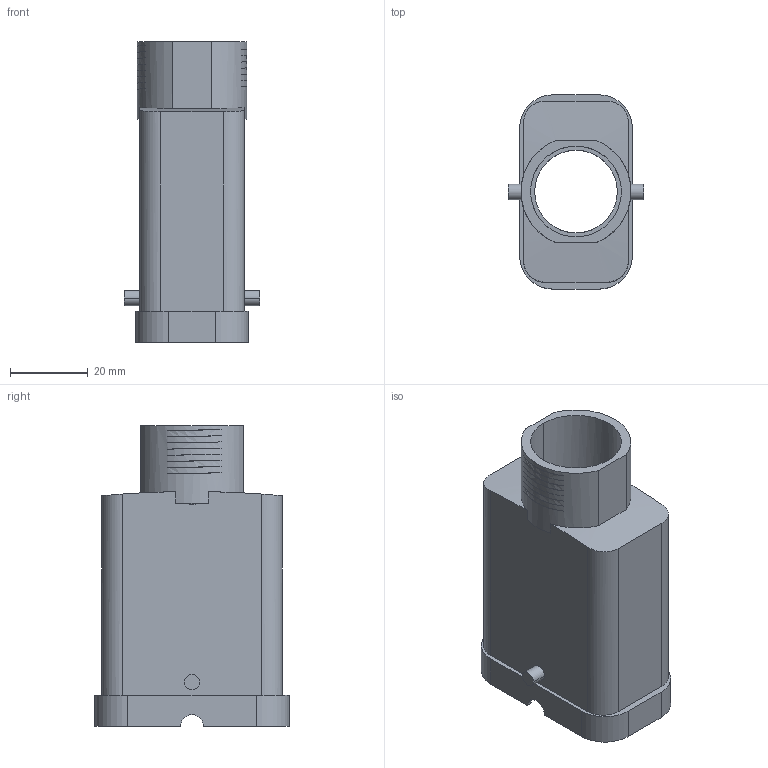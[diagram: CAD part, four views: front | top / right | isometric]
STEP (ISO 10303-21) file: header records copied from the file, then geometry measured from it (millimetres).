
FILE_DESCRIPTION(('CATIA V5 STEP Exchange','CAx-IF Rec.Pracs.--- Model Styling and Organization---1.4--- 2014-01-23'),'2;1');
FILE_NAME ('1865789-3_0', '2023-05-08T08:15:03+00:00', ('none'), ('Weidmueller'), 'CATIA Version 5-6 Release 2016 SP3 HF44', 'CATIA V5 STEP AP214', 'none');
FILE_SCHEMA(('AUTOMOTIVE_DESIGN { 1 0 10303 214 1 1 1 1 }'));
Length unit declared in the file: millimetre
Products named in the file (1): 2937380000
Bounding box: 35 x 50 x 77.5 mm (x, y, z)
Volume: 29493.4 mm3; surface area: 20899.8 mm2
Topology: 1 solids, 1 shells, 129 faces, 336 edges, 236 vertices
Faces by surface type: plane 66, cylinder 46, bspline 15, cone 2
Entity records: 4574 total; most frequent: CARTESIAN_POINT 1613, ORIENTED_EDGE 672, DIRECTION 446, EDGE_CURVE 336, VERTEX_POINT 236, VECTOR 196, LINE 196, AXIS2_PLACEMENT_3D 173
